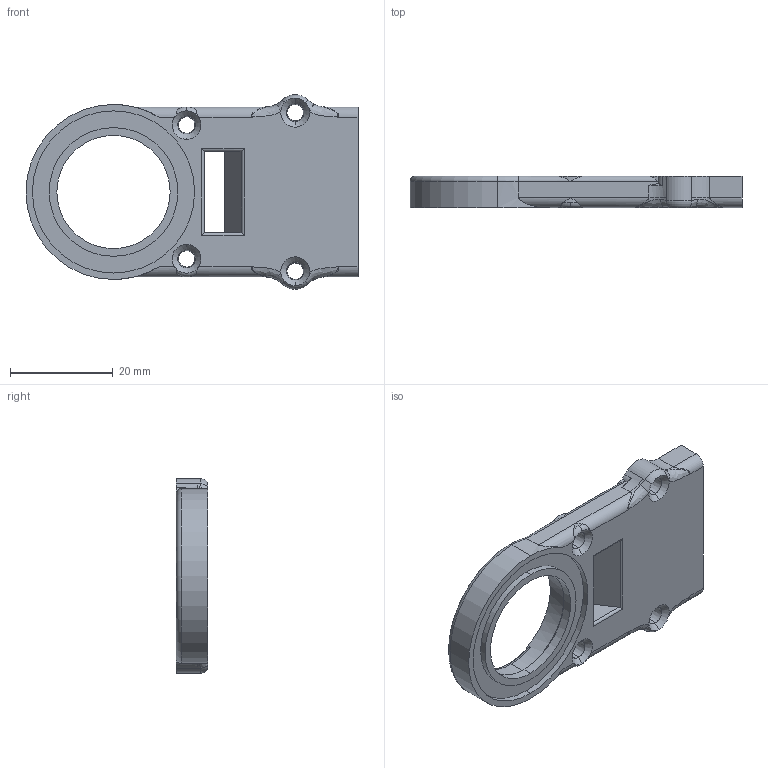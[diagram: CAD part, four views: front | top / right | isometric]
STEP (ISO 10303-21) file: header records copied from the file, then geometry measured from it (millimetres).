
FILE_DESCRIPTION (( 'STEP AP214' ), '1' );
FILE_NAME ('SAM_case4-5_p1.STEP', '2025-01-01T01:48:26', ( '' ), ( '' ), 'SwSTEP 2.0', 'SolidWorks 2023', '' );
FILE_SCHEMA (( 'AUTOMOTIVE_DESIGN' ));
Length unit declared in the file: millimetre
Products named in the file (1): SAM_case4-5_p1
Bounding box: 64.5 x 6.1 x 37.79 mm (x, y, z)
Volume: 8594.3 mm3; surface area: 5346.9 mm2
Topology: 1 solids, 1 shells, 128 faces, 322 edges, 192 vertices
Faces by surface type: cylinder 59, bspline 20, plane 19, cone 17, torus 13
Entity records: 5943 total; most frequent: CARTESIAN_POINT 3023, ORIENTED_EDGE 636, DIRECTION 582, EDGE_CURVE 318, AXIS2_PLACEMENT_3D 237, VERTEX_POINT 192, EDGE_LOOP 140, CIRCLE 128
